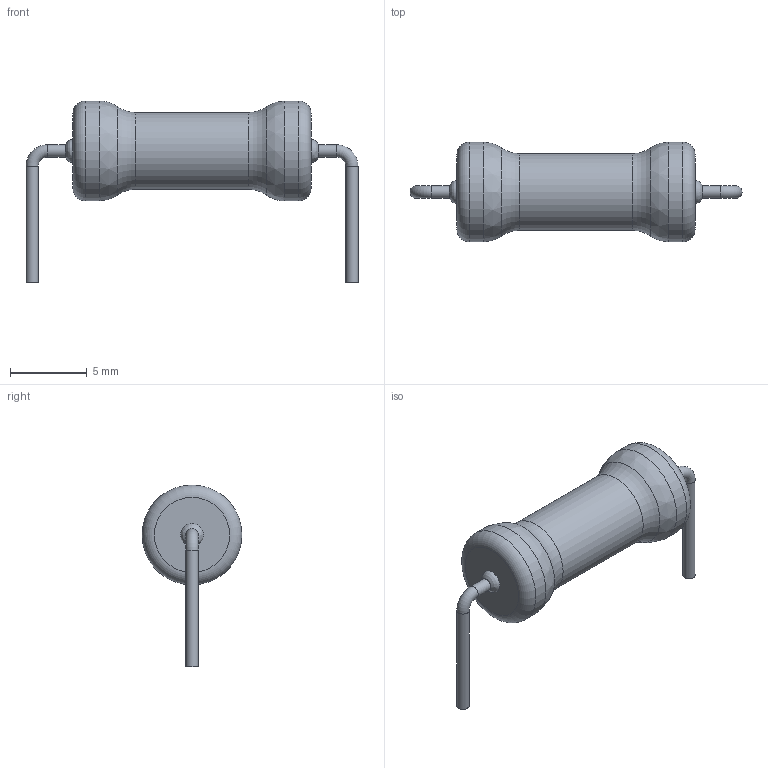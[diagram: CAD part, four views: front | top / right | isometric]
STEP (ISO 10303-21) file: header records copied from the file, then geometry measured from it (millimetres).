
FILE_DESCRIPTION(/* description */ (''),/* implementation_level */ '2;1');
FILE_NAME(/* name */ 'RES_PANASONIC_ERG3S.stp',/* time_stamp */ '2016-06-13T16:02:49+02:00',/* author */ ('riccim'),/* organization */ (''),/* preprocessor_version */ 'ST-DEVELOPER v15.5',/* originating_system */ 'AutoCAD Mechanical',/* authorisation */ '');
FILE_SCHEMA (('AUTOMOTIVE_DESIGN { 1 0 10303 214 3 1 1 }'));
Length unit declared in the file: millimetre
Products named in the file (1): Product
Bounding box: 21.62 x 6.5 x 11.85 mm (x, y, z)
Volume: 388.3 mm3; surface area: 391.7 mm2
Topology: 5 solids, 5 shells, 27 faces, 49 edges, 32 vertices
Faces by surface type: plane 10, cylinder 7, torus 6, bspline 4
Full cylindrical faces by diameter (mm): 0.8 x4, 5 x1, 6.5 x2
Entity records: 706 total; most frequent: CARTESIAN_POINT 204, DIRECTION 108, ORIENTED_EDGE 68, AXIS2_PLACEMENT_3D 54, EDGE_LOOP 40, EDGE_CURVE 34, CIRCLE 30, VERTEX_POINT 30
